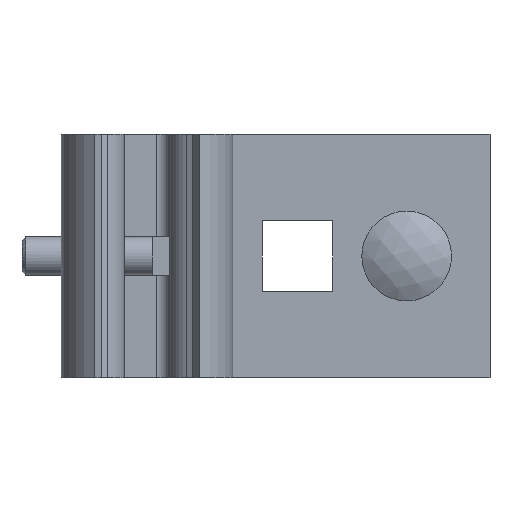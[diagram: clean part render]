
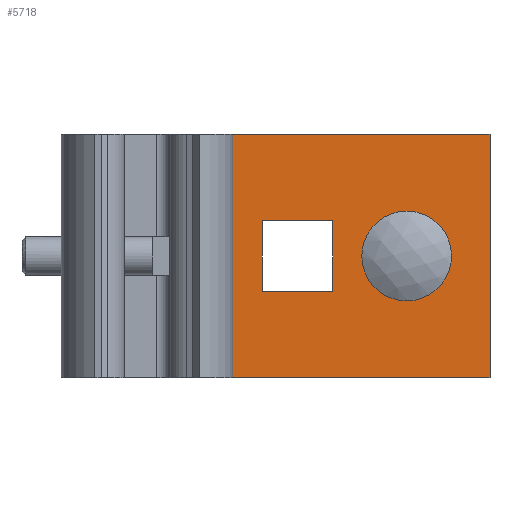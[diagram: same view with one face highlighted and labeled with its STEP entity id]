
A CAD part, front view. The second image highlights one B-rep face of the part: STEP entity #5718.
In plain terms, the highlighted planar face has unit normal (0, -1, 0).
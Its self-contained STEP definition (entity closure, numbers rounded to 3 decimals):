
#158 = LINE ( 'NONE', #2446, #7357 ) ;
#230 = VECTOR ( 'NONE', #5570, 1000. ) ;
#272 = EDGE_CURVE ( 'NONE', #2156, #1648, #3576, .T. ) ;
#366 = CARTESIAN_POINT ( 'NONE',  ( -11.5, 0., -5.5 ) ) ;
#415 = EDGE_LOOP ( 'NONE', ( #6348, #1509, #6857, #6255 ) ) ;
#430 = DIRECTION ( 'NONE',  ( -1., 0., 0. ) ) ;
#449 = ORIENTED_EDGE ( 'NONE', *, *, #2038, .F. ) ;
#468 = EDGE_CURVE ( 'NONE', #5325, #3260, #158, .T. ) ;
#563 = CARTESIAN_POINT ( 'NONE',  ( -42., 0., 19. ) ) ;
#684 = PLANE ( 'NONE',  #4937 ) ;
#703 = ORIENTED_EDGE ( 'NONE', *, *, #5252, .F. ) ;
#725 = LINE ( 'NONE', #5417, #3960 ) ;
#845 = DIRECTION ( 'NONE',  ( 1., 0., 0. ) ) ;
#960 = CARTESIAN_POINT ( 'NONE',  ( 3.15, 0., 3.15 ) ) ;
#1116 = DIRECTION ( 'NONE',  ( 1., 0., 0. ) ) ;
#1509 = ORIENTED_EDGE ( 'NONE', *, *, #6174, .F. ) ;
#1542 = LINE ( 'NONE', #960, #7175 ) ;
#1634 = EDGE_CURVE ( 'NONE', #2049, #5424, #3254, .T. ) ;
#1648 = VERTEX_POINT ( 'NONE', #6053 ) ;
#1693 = LINE ( 'NONE', #2849, #7541 ) ;
#1750 = DIRECTION ( 'NONE',  ( 0., 0., 1. ) ) ;
#1775 = EDGE_CURVE ( 'NONE', #1648, #7434, #1542, .T. ) ;
#1843 = CARTESIAN_POINT ( 'NONE',  ( 3.15, 0., 3.15 ) ) ;
#1847 = FACE_BOUND ( 'NONE', #6901, .T. ) ;
#1883 = DIRECTION ( 'NONE',  ( 1., 0., 0. ) ) ;
#1903 = EDGE_CURVE ( 'NONE', #3260, #5496, #4838, .T. ) ;
#1992 = CARTESIAN_POINT ( 'NONE',  ( 13., 0., -19. ) ) ;
#2038 = EDGE_CURVE ( 'NONE', #5424, #4673, #3499, .T. ) ;
#2049 = VERTEX_POINT ( 'NONE', #563 ) ;
#2085 = VECTOR ( 'NONE', #845, 1000. ) ;
#2098 = CARTESIAN_POINT ( 'NONE',  ( -42., 0., -19. ) ) ;
#2156 = VERTEX_POINT ( 'NONE', #5955 ) ;
#2392 = VERTEX_POINT ( 'NONE', #2098 ) ;
#2406 = CARTESIAN_POINT ( 'NONE',  ( -3.15, 0., 3.15 ) ) ;
#2428 = DIRECTION ( 'NONE',  ( 0., 1., 0. ) ) ;
#2437 = CARTESIAN_POINT ( 'NONE',  ( -22.5, 0., -5.5 ) ) ;
#2446 = CARTESIAN_POINT ( 'NONE',  ( -22.5, 0., 5.5 ) ) ;
#2496 = VERTEX_POINT ( 'NONE', #4445 ) ;
#2849 = CARTESIAN_POINT ( 'NONE',  ( -42., 0., 19. ) ) ;
#3188 = EDGE_CURVE ( 'NONE', #2496, #5325, #5019, .T. ) ;
#3194 = EDGE_LOOP ( 'NONE', ( #5079, #449, #3359, #7523 ) ) ;
#3254 = LINE ( 'NONE', #6089, #2085 ) ;
#3260 = VERTEX_POINT ( 'NONE', #7498 ) ;
#3319 = EDGE_CURVE ( 'NONE', #5391, #2156, #7116, .T. ) ;
#3359 = ORIENTED_EDGE ( 'NONE', *, *, #1634, .F. ) ;
#3499 = LINE ( 'NONE', #6368, #3888 ) ;
#3538 = FACE_BOUND ( 'NONE', #415, .T. ) ;
#3576 = LINE ( 'NONE', #1843, #6217 ) ;
#3622 = CARTESIAN_POINT ( 'NONE',  ( 13., 0., 19. ) ) ;
#3698 = DIRECTION ( 'NONE',  ( 1., 0., 0. ) ) ;
#3735 = VECTOR ( 'NONE', #4212, 1000. ) ;
#3750 = ORIENTED_EDGE ( 'NONE', *, *, #468, .F. ) ;
#3858 = VECTOR ( 'NONE', #3698, 1000. ) ;
#3888 = VECTOR ( 'NONE', #6330, 1000. ) ;
#3960 = VECTOR ( 'NONE', #1883, 1000. ) ;
#4018 = CARTESIAN_POINT ( 'NONE',  ( -11.5, 0., 5.5 ) ) ;
#4155 = CARTESIAN_POINT ( 'NONE',  ( -22.5, 0., 5.5 ) ) ;
#4212 = DIRECTION ( 'NONE',  ( 0., 0., -1. ) ) ;
#4228 = FACE_OUTER_BOUND ( 'NONE', #3194, .T. ) ;
#4445 = CARTESIAN_POINT ( 'NONE',  ( -11.5, 0., 5.5 ) ) ;
#4673 = VERTEX_POINT ( 'NONE', #1992 ) ;
#4719 = DIRECTION ( 'NONE',  ( 0., 0., -1. ) ) ;
#4737 = ORIENTED_EDGE ( 'NONE', *, *, #3188, .F. ) ;
#4838 = LINE ( 'NONE', #2437, #3858 ) ;
#4937 = AXIS2_PLACEMENT_3D ( 'NONE', #3622, #2428, #5371 ) ;
#5019 = LINE ( 'NONE', #5719, #230 ) ;
#5028 = VECTOR ( 'NONE', #1116, 1000. ) ;
#5079 = ORIENTED_EDGE ( 'NONE', *, *, #5352, .T. ) ;
#5252 = EDGE_CURVE ( 'NONE', #5496, #2496, #7066, .T. ) ;
#5325 = VERTEX_POINT ( 'NONE', #4155 ) ;
#5352 = EDGE_CURVE ( 'NONE', #2392, #4673, #725, .T. ) ;
#5371 = DIRECTION ( 'NONE',  ( -1., 0., 0. ) ) ;
#5391 = VERTEX_POINT ( 'NONE', #6494 ) ;
#5417 = CARTESIAN_POINT ( 'NONE',  ( 13., 0., -19. ) ) ;
#5424 = VERTEX_POINT ( 'NONE', #6069 ) ;
#5496 = VERTEX_POINT ( 'NONE', #366 ) ;
#5570 = DIRECTION ( 'NONE',  ( -1., 0., 0. ) ) ;
#5679 = VECTOR ( 'NONE', #1750, 1000. ) ;
#5718 = ADVANCED_FACE ( 'NONE', ( #3538, #1847, #4228 ), #684, .F. ) ;
#5719 = CARTESIAN_POINT ( 'NONE',  ( -22.5, 0., 5.5 ) ) ;
#5843 = DIRECTION ( 'NONE',  ( 0., 0., 1. ) ) ;
#5955 = CARTESIAN_POINT ( 'NONE',  ( 3.15, 0., -3.15 ) ) ;
#6042 = DIRECTION ( 'NONE',  ( 0., 0., -1. ) ) ;
#6045 = CARTESIAN_POINT ( 'NONE',  ( -3.15, 0., 3.15 ) ) ;
#6053 = CARTESIAN_POINT ( 'NONE',  ( 3.15, 0., 3.15 ) ) ;
#6069 = CARTESIAN_POINT ( 'NONE',  ( 13., 0., 19. ) ) ;
#6089 = CARTESIAN_POINT ( 'NONE',  ( 13., 0., 19. ) ) ;
#6174 = EDGE_CURVE ( 'NONE', #7434, #5391, #6633, .T. ) ;
#6217 = VECTOR ( 'NONE', #5843, 1000. ) ;
#6255 = ORIENTED_EDGE ( 'NONE', *, *, #272, .F. ) ;
#6330 = DIRECTION ( 'NONE',  ( 0., 0., -1. ) ) ;
#6348 = ORIENTED_EDGE ( 'NONE', *, *, #3319, .F. ) ;
#6368 = CARTESIAN_POINT ( 'NONE',  ( 13., 0., 19. ) ) ;
#6405 = CARTESIAN_POINT ( 'NONE',  ( 3.15, 0., -3.15 ) ) ;
#6494 = CARTESIAN_POINT ( 'NONE',  ( -3.15, 0., -3.15 ) ) ;
#6605 = EDGE_CURVE ( 'NONE', #2049, #2392, #1693, .T. ) ;
#6633 = LINE ( 'NONE', #6045, #3735 ) ;
#6857 = ORIENTED_EDGE ( 'NONE', *, *, #1775, .F. ) ;
#6901 = EDGE_LOOP ( 'NONE', ( #4737, #703, #7633, #3750 ) ) ;
#7066 = LINE ( 'NONE', #4018, #5679 ) ;
#7116 = LINE ( 'NONE', #6405, #5028 ) ;
#7175 = VECTOR ( 'NONE', #430, 1000. ) ;
#7357 = VECTOR ( 'NONE', #6042, 1000. ) ;
#7434 = VERTEX_POINT ( 'NONE', #2406 ) ;
#7498 = CARTESIAN_POINT ( 'NONE',  ( -22.5, 0., -5.5 ) ) ;
#7523 = ORIENTED_EDGE ( 'NONE', *, *, #6605, .T. ) ;
#7541 = VECTOR ( 'NONE', #4719, 1000. ) ;
#7633 = ORIENTED_EDGE ( 'NONE', *, *, #1903, .F. ) ;
